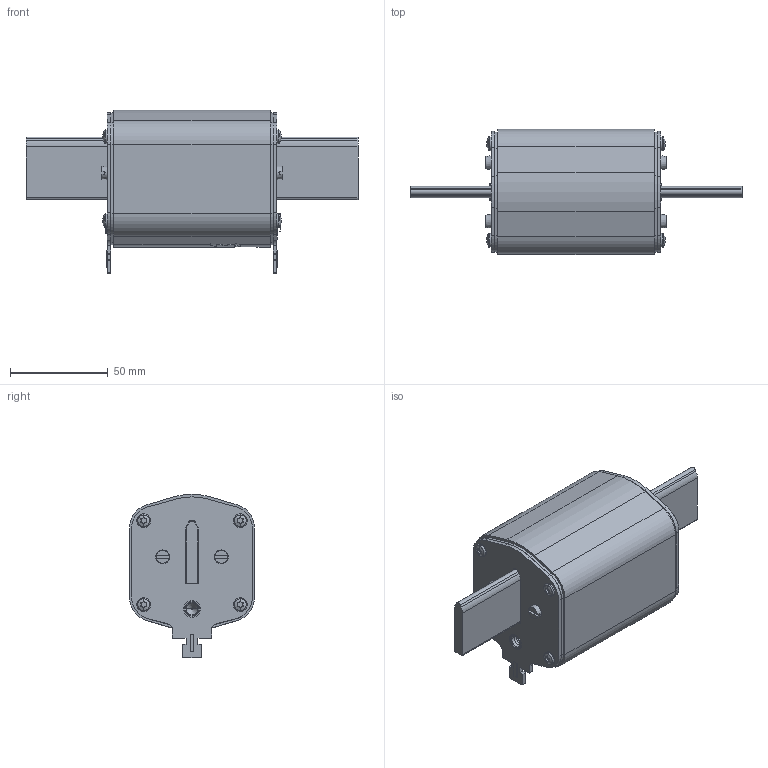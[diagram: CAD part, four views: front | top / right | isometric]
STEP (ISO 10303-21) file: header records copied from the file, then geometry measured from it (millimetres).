
FILE_DESCRIPTION((''),'2;1');
FILE_NAME('004186434_ASM','2022-05-03T10:59:24',('klemen.sitar'),('Audax d.o.o.'),'CREO PARAMETRIC BY PTC INC, 2021304','CREO PARAMETRIC BY PTC INC, 2021304','');
FILE_SCHEMA(('AP242_MANAGED_MODEL_BASED_3D_ENGINEERING_MIM_LF { 1 0 10303 442 1 1 4 }'));
Length unit declared in the file: millimetre
Products named in the file (12): 0000019746_1; 0000019100_1; 0000019022_1; 0000015419_1; 0000004154_1; 0000017079_1; 0000017080_1; 0000016201_1; 0000032160_1; 0000032119_1; 0000032165_ASM_1_ASM; 004186434_ASM
Assembly tree (24 placements, depth 3):
  004186434_ASM
    0000019746_1
    0000019100_1  x2
    0000019022_1  x2
    0000015419_1  x4
    0000004154_1  x8
    0000017079_1
    0000017080_1
    0000016201_1
    0000032165_ASM_1_ASM  x2
      0000032160_1
      0000032119_1
Bounding box: 170 x 64 x 83.65 mm (x, y, z)
Volume: 366479.8 mm3; surface area: 78056.5 mm2
Topology: 24 solids, 44 shells, 841 faces, 2362 edges, 1586 vertices
Faces by surface type: cylinder 416, plane 317, torus 56, bspline 20, cone 16, sphere 16
Entity records: 21975 total; most frequent: CARTESIAN_POINT 4407, DIRECTION 2299, ORIENTED_EDGE 2206, EDGE_CURVE 1124, AXIS2_PLACEMENT_3D 876, VERTEX_POINT 751, PRESENTATION_STYLE_ASSIGNMENT 738, STYLED_ITEM 685
